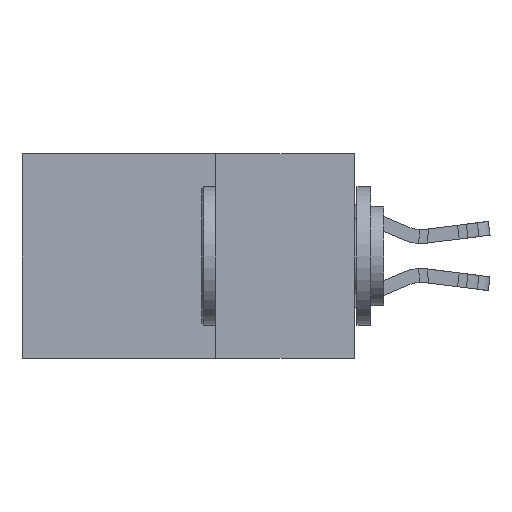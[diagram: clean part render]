
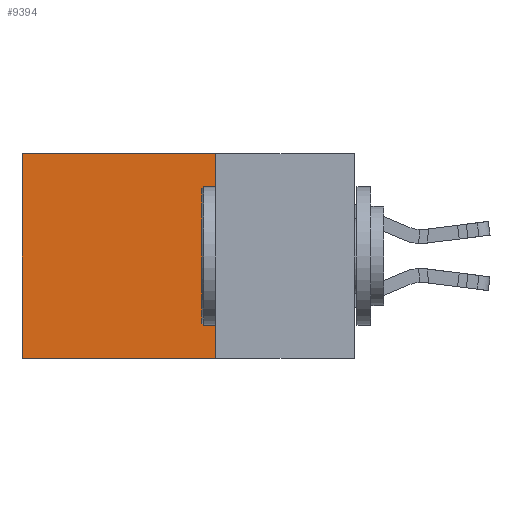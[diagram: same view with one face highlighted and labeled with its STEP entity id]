
A CAD part, left-side view. The second image highlights one B-rep face of the part: STEP entity #9394.
In plain terms, the highlighted planar face has unit normal (-1, 0, 0).
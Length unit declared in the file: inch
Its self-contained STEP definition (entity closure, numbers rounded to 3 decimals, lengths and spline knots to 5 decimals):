
#566 = CARTESIAN_POINT ( 'NONE',  ( 0.2615, 0.25, 0. ) ) ;
#633 = VECTOR ( 'NONE', #20063, 39.37008 ) ;
#2030 = EDGE_LOOP ( 'NONE', ( #5840, #12297, #24380, #16602 ) ) ;
#2187 = DIRECTION ( 'NONE',  ( 1., 0., 0. ) ) ;
#3093 = LINE ( 'NONE', #24019, #633 ) ;
#3300 = VERTEX_POINT ( 'NONE', #16774 ) ;
#3853 = VERTEX_POINT ( 'NONE', #16611 ) ;
#3863 = CARTESIAN_POINT ( 'NONE',  ( 0.2615, 0.25, -0.37 ) ) ;
#4195 = EDGE_CURVE ( 'NONE', #3853, #3300, #24226, .T. ) ;
#4595 = DIRECTION ( 'NONE',  ( 0., 1., 0. ) ) ;
#5567 = EDGE_CURVE ( 'NONE', #22285, #3300, #11778, .T. ) ;
#5840 = ORIENTED_EDGE ( 'NONE', *, *, #4195, .T. ) ;
#5960 = VECTOR ( 'NONE', #16760, 39.37008 ) ;
#6869 = EDGE_CURVE ( 'NONE', #20610, #3853, #3093, .T. ) ;
#9394 = ADVANCED_FACE ( 'NONE', ( #19266 ), #13805, .F. ) ;
#10109 = DIRECTION ( 'NONE',  ( 0., 0., -1. ) ) ;
#11552 = CARTESIAN_POINT ( 'NONE',  ( 0.2615, 0.25, -0.37 ) ) ;
#11778 = LINE ( 'NONE', #23437, #24273 ) ;
#12297 = ORIENTED_EDGE ( 'NONE', *, *, #5567, .F. ) ;
#12786 = VECTOR ( 'NONE', #18662, 39.37008 ) ;
#13805 = PLANE ( 'NONE',  #19098 ) ;
#16602 = ORIENTED_EDGE ( 'NONE', *, *, #6869, .T. ) ;
#16611 = CARTESIAN_POINT ( 'NONE',  ( 0.2615, 0.6, 0. ) ) ;
#16760 = DIRECTION ( 'NONE',  ( 0., 0., -1. ) ) ;
#16774 = CARTESIAN_POINT ( 'NONE',  ( 0.2615, 0.6, -0.37 ) ) ;
#18122 = EDGE_CURVE ( 'NONE', #20610, #22285, #19110, .T. ) ;
#18662 = DIRECTION ( 'NONE',  ( 0., 0., -1. ) ) ;
#19098 = AXIS2_PLACEMENT_3D ( 'NONE', #19648, #2187, #10109 ) ;
#19110 = LINE ( 'NONE', #11552, #5960 ) ;
#19266 = FACE_OUTER_BOUND ( 'NONE', #2030, .T. ) ;
#19648 = CARTESIAN_POINT ( 'NONE',  ( 0.2615, 0.25, -0.37 ) ) ;
#20063 = DIRECTION ( 'NONE',  ( 0., 1., 0. ) ) ;
#20519 = CARTESIAN_POINT ( 'NONE',  ( 0.2615, 0.6, -0.37 ) ) ;
#20610 = VERTEX_POINT ( 'NONE', #566 ) ;
#22285 = VERTEX_POINT ( 'NONE', #3863 ) ;
#23437 = CARTESIAN_POINT ( 'NONE',  ( 0.2615, 0.25, -0.37 ) ) ;
#24019 = CARTESIAN_POINT ( 'NONE',  ( 0.2615, 0.25, 0. ) ) ;
#24226 = LINE ( 'NONE', #20519, #12786 ) ;
#24273 = VECTOR ( 'NONE', #4595, 39.37008 ) ;
#24380 = ORIENTED_EDGE ( 'NONE', *, *, #18122, .F. ) ;
